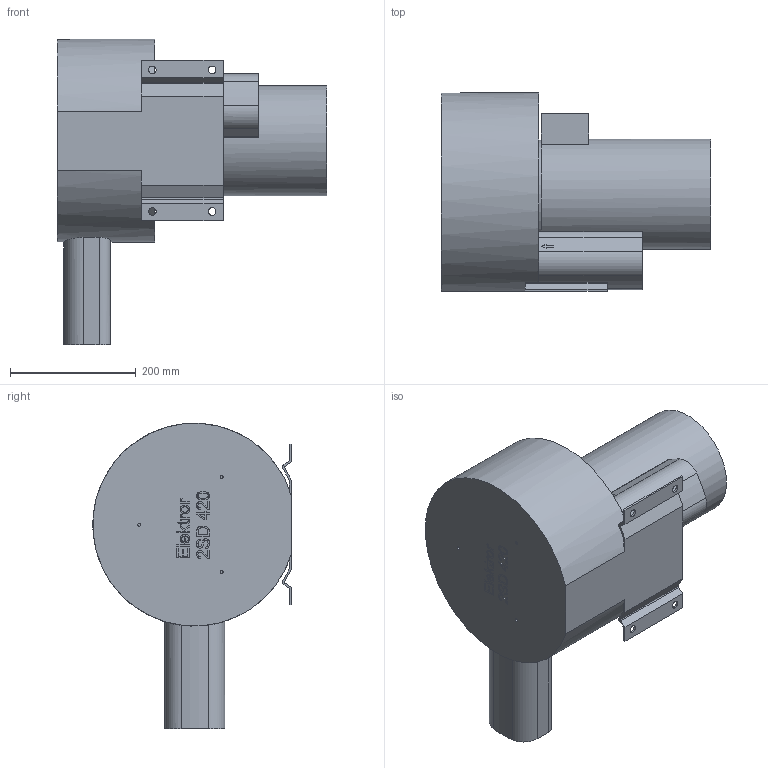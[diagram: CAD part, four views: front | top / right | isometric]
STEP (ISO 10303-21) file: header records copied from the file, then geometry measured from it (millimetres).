
FILE_DESCRIPTION((''),'2;1');
FILE_NAME('AttTemp.stp','2012-07-19T07:50:16',('LuginslandCAD'),(''),'Autodesk Inventor 2012','Autodesk Inventor 2012','');
FILE_SCHEMA(('CONFIG_CONTROL_DESIGN'));
Length unit declared in the file: millimetre
Products named in the file (1): 01-TB-14219
Bounding box: 428.1 x 315 x 485 mm (x, y, z)
Volume: 21810503.2 mm3; surface area: 668176 mm2
Topology: 1 solids, 1 shells, 308 faces, 798 edges, 532 vertices
Faces by surface type: plane 180, bspline 83, cylinder 45
Full cylindrical faces by diameter (mm): 4.917 x11, 11.5 x2, 12 x4, 44.845 x2, 171 x1, 175 x1
Entity records: 9968 total; most frequent: CARTESIAN_POINT 2769, ORIENTED_EDGE 1552, DIRECTION 1145, EDGE_CURVE 776, VERTEX_POINT 531, VECTOR 515, LINE 515, EDGE_LOOP 377
